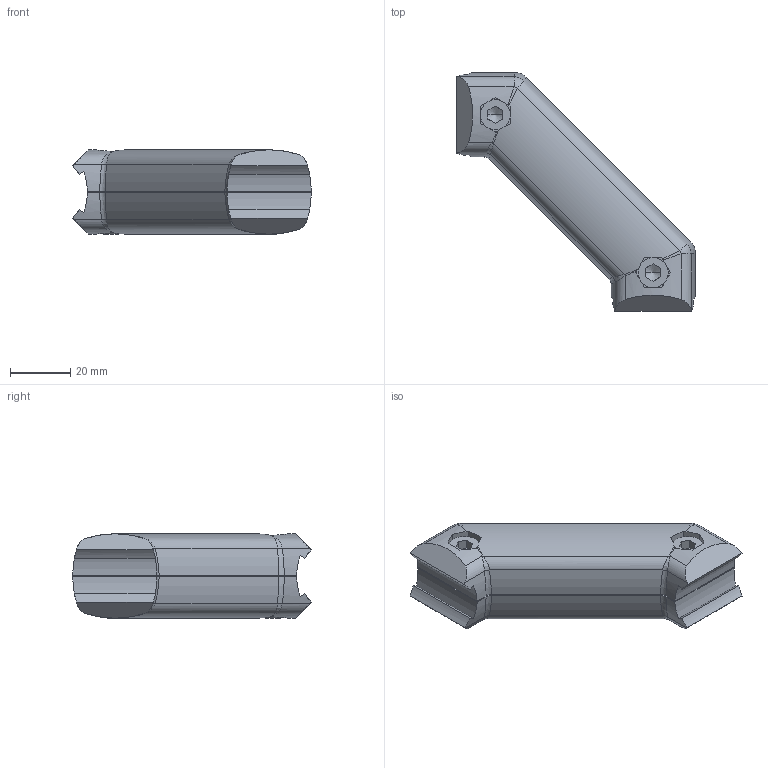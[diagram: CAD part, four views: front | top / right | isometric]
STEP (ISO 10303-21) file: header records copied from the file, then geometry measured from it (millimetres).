
FILE_DESCRIPTION(/* description */ (''),/* implementation_level */ '2;1');
FILE_NAME(/* name */ '41D-124-0.stp',/* time_stamp */ '2022-07-21T10:33:33-04:00',/* author */ ('aorselli'),/* organization */ (''),/* preprocessor_version */ 'ST-DEVELOPER v18.1',/* originating_system */ 'AutoCAD Mechanical',/* authorisation */ '');
FILE_SCHEMA (('AUTOMOTIVE_DESIGN { 1 0 10303 214 3 1 1 }'));
Length unit declared in the file: millimetre
Products named in the file (2): 41D-124-0
Assembly tree (1 placements, depth 2):
  41D-124-0
    41D-124-0
Bounding box: 79.33 x 79.33 x 28.02 mm (x, y, z)
Volume: 64190.4 mm3; surface area: 19605.7 mm2
Topology: 6 solids, 6 shells, 190 faces, 484 edges, 306 vertices
Faces by surface type: plane 72, cylinder 70, cone 24, bspline 20, sphere 4
Entity records: 6970 total; most frequent: CARTESIAN_POINT 2503, ORIENTED_EDGE 960, DIRECTION 906, EDGE_CURVE 480, AXIS2_PLACEMENT_3D 357, VERTEX_POINT 306, EDGE_LOOP 206, LINE 192
